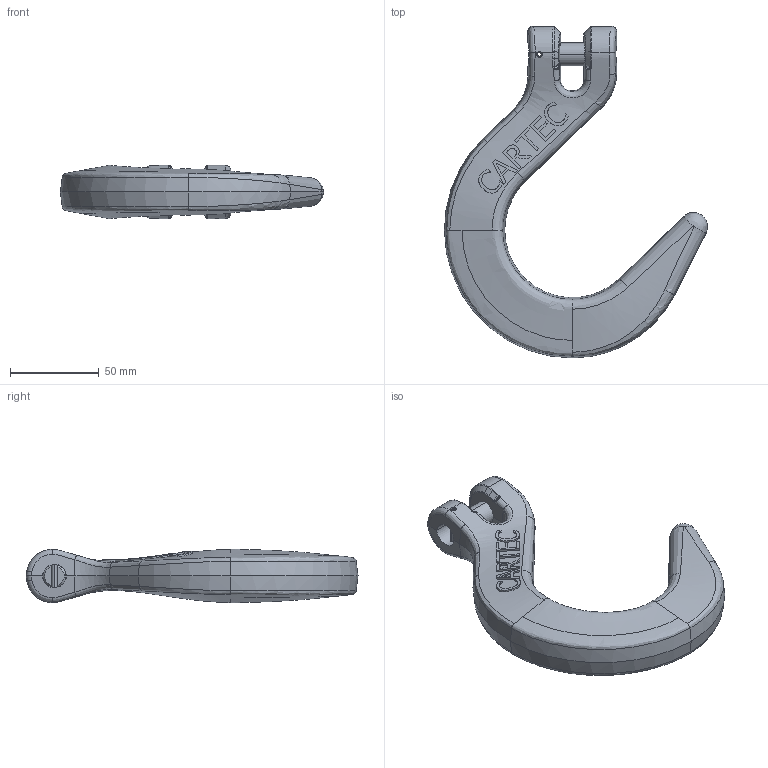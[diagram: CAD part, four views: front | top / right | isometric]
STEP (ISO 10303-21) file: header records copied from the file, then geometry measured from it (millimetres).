
FILE_DESCRIPTION(('STEP AP214'),'1');
FILE_NAME('cyf_10.stp','2018-01-24T07:40:00',('TraceParts'),('TraceParts S.A.'),'Spatial InterOp 3D',' ',' ');
FILE_SCHEMA(('automotive_design'));
Length unit declared in the file: millimetre
Products named in the file (3): cyf_10_1; cyf_10_2; cyf_10_3
Bounding box: 148.23 x 187 x 30 mm (x, y, z)
Volume: 214945 mm3; surface area: 36994.9 mm2
Topology: 3 solids, 3 shells, 290 faces, 737 edges, 453 vertices
Faces by surface type: bspline 143, plane 83, cylinder 44, cone 20
Entity records: 30847 total; most frequent: CARTESIAN_POINT 22471, ORIENTED_EDGE 1468, DIRECTION 919, EDGE_CURVE 734, VERTEX_POINT 453, AXIS2_PLACEMENT_3D 347, B_SPLINE_CURVE_WITH_KNOTS 312, EDGE_LOOP 303
